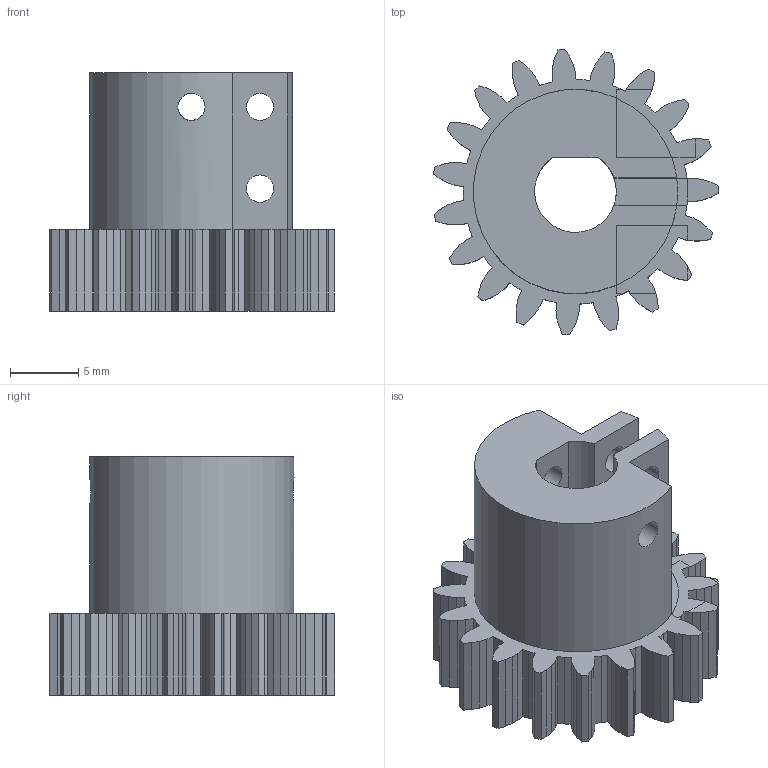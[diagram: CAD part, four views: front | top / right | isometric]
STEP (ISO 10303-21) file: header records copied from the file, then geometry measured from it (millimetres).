
FILE_DESCRIPTION(('FreeCAD Model'),'2;1');
FILE_NAME('Open CASCADE Shape Model','2024-08-13T09:03:37',('Author'),( ''),'Open CASCADE STEP processor 7.6','FreeCAD','Unknown');
FILE_SCHEMA(('AUTOMOTIVE_DESIGN { 1 0 10303 214 1 1 1 1 }'));
Length unit declared in the file: millimetre
Products named in the file (1): 4_Robot_Link1_Rear_motor_Gear_1_unit
Bounding box: 20.92 x 20.96 x 17.5 mm (x, y, z)
Volume: 2772.8 mm3; surface area: 2251.7 mm2
Topology: 1 solids, 1 shells, 244 faces, 718 edges, 475 vertices
Faces by surface type: plane 232, cylinder 12
Full cylindrical faces by diameter (mm): 2 x6
Entity records: 8194 total; most frequent: CARTESIAN_POINT 1629, ORIENTED_EDGE 1436, DIRECTION 1230, EDGE_CURVE 718, LINE 690, VECTOR 690, VERTEX_POINT 475, AXIS2_PLACEMENT_3D 270
